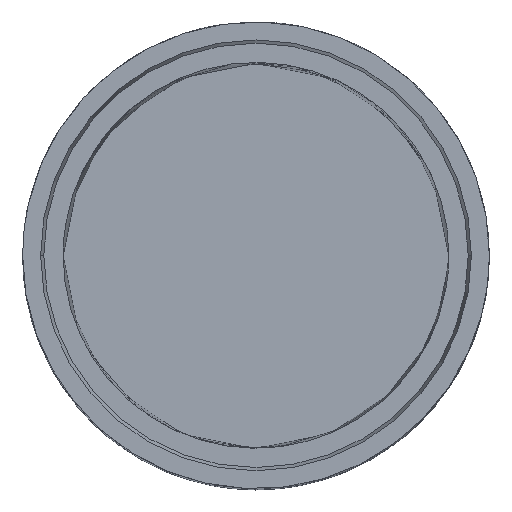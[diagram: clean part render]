
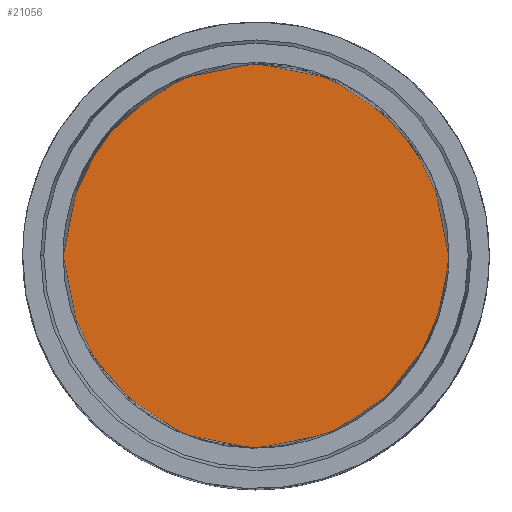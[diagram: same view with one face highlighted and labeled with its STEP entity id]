
A CAD part, top view. The second image highlights one B-rep face of the part: STEP entity #21056.
In plain terms, the highlighted planar face has unit normal (0, 0, 1).
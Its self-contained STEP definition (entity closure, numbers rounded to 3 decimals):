
#742 = CIRCLE ( 'NONE', #5359, 300. ) ;
#755 = AXIS2_PLACEMENT_3D ( 'NONE', #21130, #10899, #11116 ) ;
#1882 = DIRECTION ( 'NONE',  ( 0., 0., 1. ) ) ;
#2100 = VERTEX_POINT ( 'NONE', #10528 ) ;
#2548 = FACE_OUTER_BOUND ( 'NONE', #10756, .T. ) ;
#3904 = CARTESIAN_POINT ( 'NONE',  ( -300., 0., 0. ) ) ;
#4109 = PLANE ( 'NONE',  #755 ) ;
#5359 = AXIS2_PLACEMENT_3D ( 'NONE', #12888, #11332, #19673 ) ;
#6424 = AXIS2_PLACEMENT_3D ( 'NONE', #17126, #1882, #15457 ) ;
#7163 = EDGE_CURVE ( 'NONE', #2100, #19704, #14240, .T. ) ;
#7878 = EDGE_CURVE ( 'NONE', #19704, #2100, #742, .T. ) ;
#10217 = ORIENTED_EDGE ( 'NONE', *, *, #7878, .T. ) ;
#10528 = CARTESIAN_POINT ( 'NONE',  ( 300., 0., 0. ) ) ;
#10756 = EDGE_LOOP ( 'NONE', ( #17646, #10217 ) ) ;
#10899 = DIRECTION ( 'NONE',  ( 0., 0., 1. ) ) ;
#11116 = DIRECTION ( 'NONE',  ( 1., 0., 0. ) ) ;
#11332 = DIRECTION ( 'NONE',  ( 0., 0., 1. ) ) ;
#12888 = CARTESIAN_POINT ( 'NONE',  ( 0., 0., 0. ) ) ;
#14240 = CIRCLE ( 'NONE', #6424, 300. ) ;
#15457 = DIRECTION ( 'NONE',  ( 1., 0., 0. ) ) ;
#17126 = CARTESIAN_POINT ( 'NONE',  ( 0., 0., 0. ) ) ;
#17646 = ORIENTED_EDGE ( 'NONE', *, *, #7163, .T. ) ;
#19673 = DIRECTION ( 'NONE',  ( 1., 0., 0. ) ) ;
#19704 = VERTEX_POINT ( 'NONE', #3904 ) ;
#21056 = ADVANCED_FACE ( 'NONE', ( #2548 ), #4109, .T. ) ;
#21130 = CARTESIAN_POINT ( 'NONE',  ( 0., 0., 0. ) ) ;
